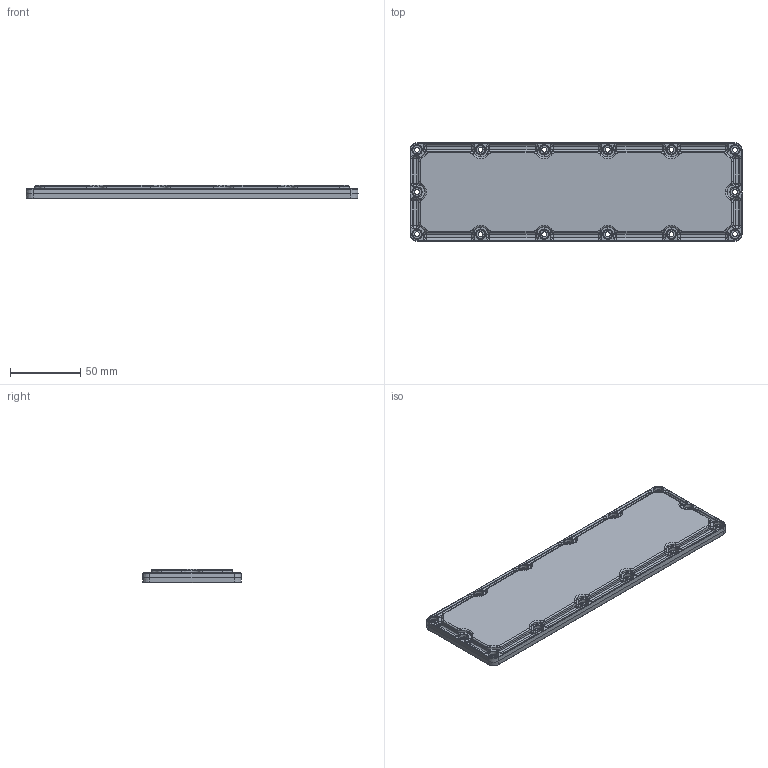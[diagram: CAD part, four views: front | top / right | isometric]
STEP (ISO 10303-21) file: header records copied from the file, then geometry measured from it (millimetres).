
FILE_DESCRIPTION (( 'STEP AP203' ), '1' );
FILE_NAME ('236 x 70 - 5050 Ðàáî÷àÿ ìîäåëü.STEP', '2022-12-08T05:19:23', ( 'Àäìèíèñòðàòîð' ), ( '' ), 'SwSTEP 2.0', 'SolidWorks 2019', '' );
FILE_SCHEMA (( 'CONFIG_CONTROL_DESIGN' ));
Length unit declared in the file: millimetre
Products named in the file (1): 236 x 70 - 5050 Ðàáî÷àÿ ìîäåëü
Bounding box: 236 x 70 x 9.3 mm (x, y, z)
Volume: 49135.1 mm3; surface area: 47896 mm2
Topology: 1 solids, 1 shells, 1683 faces, 4079 edges, 2416 vertices
Faces by surface type: torus 493, cone 443, plane 274, cylinder 246, bspline 219, sphere 8
Entity records: 55853 total; most frequent: CARTESIAN_POINT 16942, DIRECTION 8569, ORIENTED_EDGE 8102, EDGE_CURVE 4051, AXIS2_PLACEMENT_3D 3653, VERTEX_POINT 2416, CIRCLE 2188, EDGE_LOOP 1757
